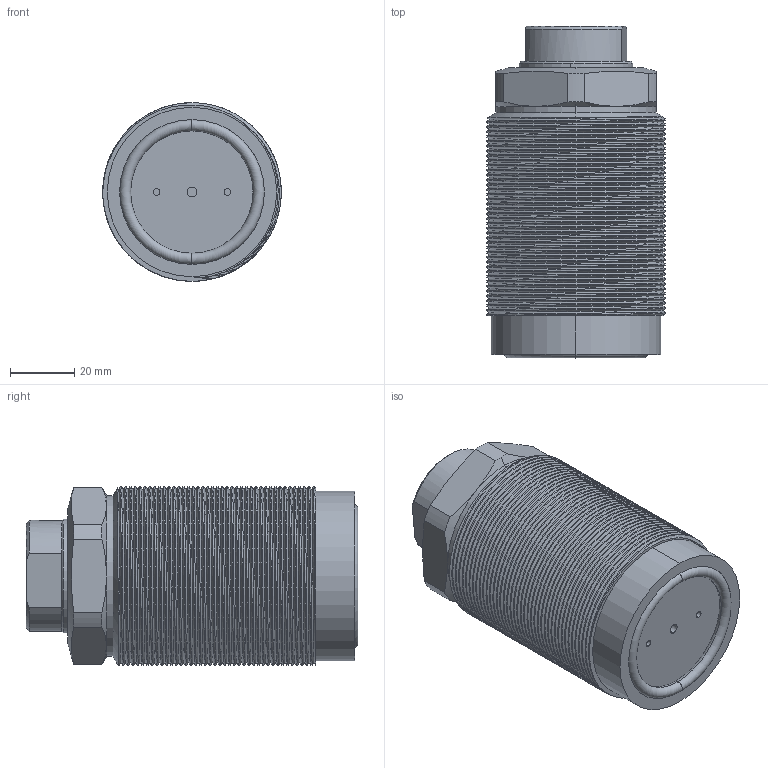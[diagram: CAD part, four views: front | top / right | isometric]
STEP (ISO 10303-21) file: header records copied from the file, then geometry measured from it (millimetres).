
FILE_DESCRIPTION (( 'STEP AP214' ), '1' );
FILE_NAME ('CTC-K055AL.STEP', '2018-11-01T03:10:53', ( '' ), ( '' ), 'SwSTEP 2.0', 'SolidWorks 2016', '' );
FILE_SCHEMA (( 'AUTOMOTIVE_DESIGN' ));
Length unit declared in the file: millimetre
Products named in the file (4): CTC-K055AL; CTC-K055AL(HSG); CTC-K055(O); CTC-K055RL(BT)
Assembly tree (3 placements, depth 2):
  CTC-K055AL
    CTC-K055RL(BT)
    CTC-K055(O)
    CTC-K055AL(HSG)
Bounding box: 55.48 x 103.04 x 55.5 mm (x, y, z)
Volume: 188749 mm3; surface area: 56244.6 mm2
Topology: 3 solids, 3 shells, 159 faces, 425 edges, 274 vertices
Faces by surface type: cylinder 116, plane 19, cone 18, torus 4, bspline 2
Entity records: 9881 total; most frequent: CARTESIAN_POINT 6217, ORIENTED_EDGE 846, DIRECTION 647, EDGE_CURVE 423, VERTEX_POINT 274, AXIS2_PLACEMENT_3D 255, EDGE_LOOP 171, FACE_OUTER_BOUND 159
